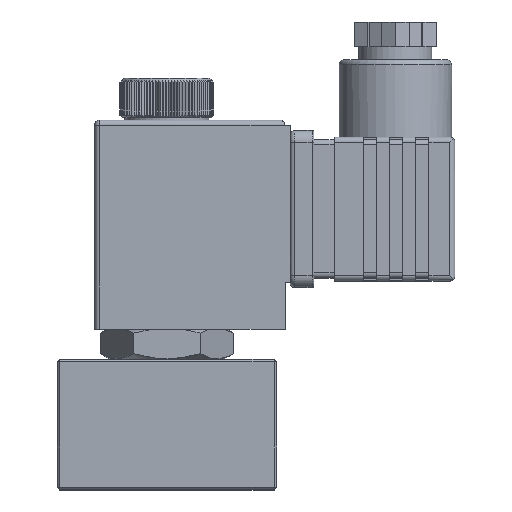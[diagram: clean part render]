
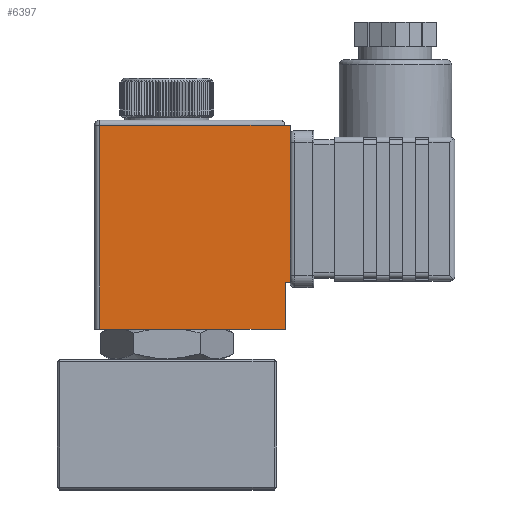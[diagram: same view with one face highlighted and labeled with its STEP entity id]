
A CAD part, top view. The second image highlights one B-rep face of the part: STEP entity #6397.
In plain terms, the highlighted planar face has unit normal (0, 0, 1).
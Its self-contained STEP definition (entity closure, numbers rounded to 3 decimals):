
#6038=CARTESIAN_POINT('',(23.6,29.7,14.75));
#6039=VERTEX_POINT('',#6038);
#6046=CARTESIAN_POINT('',(22.6,29.7,14.75));
#6047=VERTEX_POINT('',#6046);
#6048=CARTESIAN_POINT('',(22.6,29.7,14.75));
#6049=DIRECTION('',(1.0,0.0,0.0));
#6050=VECTOR('',#6049,1.0);
#6051=LINE('',#6048,#6050);
#6052=EDGE_CURVE('',#6047,#6039,#6051,.T.);
#6076=CARTESIAN_POINT('',(23.6,59.7,14.75));
#6077=VERTEX_POINT('',#6076);
#6084=CARTESIAN_POINT('',(23.6,29.7,14.75));
#6085=DIRECTION('',(0.0,1.0,0.0));
#6086=VECTOR('',#6085,30.);
#6087=LINE('',#6084,#6086);
#6088=EDGE_CURVE('',#6039,#6077,#6087,.T.);
#6139=CARTESIAN_POINT('',(22.6,20.7,14.75));
#6140=VERTEX_POINT('',#6139);
#6141=CARTESIAN_POINT('',(22.6,20.7,14.75));
#6142=DIRECTION('',(0.0,1.0,0.0));
#6143=VECTOR('',#6142,9.0);
#6144=LINE('',#6141,#6143);
#6145=EDGE_CURVE('',#6140,#6047,#6144,.T.);
#6187=CARTESIAN_POINT('',(-12.8,20.7,14.75));
#6188=VERTEX_POINT('',#6187);
#6189=CARTESIAN_POINT('',(-12.8,20.7,14.75));
#6190=DIRECTION('',(1.0,0.0,0.0));
#6191=VECTOR('',#6190,35.4);
#6192=LINE('',#6189,#6191);
#6193=EDGE_CURVE('',#6188,#6140,#6192,.T.);
#6303=CARTESIAN_POINT('',(-12.8,59.7,14.75));
#6304=VERTEX_POINT('',#6303);
#6314=CARTESIAN_POINT('',(-12.8,59.7,14.75));
#6315=DIRECTION('',(0.0,-1.0,0.0));
#6316=VECTOR('',#6315,39.0);
#6317=LINE('',#6314,#6316);
#6318=EDGE_CURVE('',#6304,#6188,#6317,.T.);
#6329=CARTESIAN_POINT('',(22.6,59.7,14.75));
#6330=VERTEX_POINT('',#6329);
#6368=CARTESIAN_POINT('',(23.6,59.7,14.75));
#6369=DIRECTION('',(-1.0,0.0,0.0));
#6370=VECTOR('',#6369,1.0);
#6371=LINE('',#6368,#6370);
#6372=EDGE_CURVE('',#6077,#6330,#6371,.T.);
#6378=CARTESIAN_POINT('',(-12.8,59.7,14.75));
#6379=DIRECTION('',(0.0,0.0,1.0));
#6380=DIRECTION('',(1.0,0.0,0.0));
#6381=AXIS2_PLACEMENT_3D('',#6378,#6379,#6380);
#6382=PLANE('',#6381);
#6383=CARTESIAN_POINT('',(22.6,59.7,14.75));
#6384=DIRECTION('',(-1.0,0.0,0.0));
#6385=VECTOR('',#6384,35.4);
#6386=LINE('',#6383,#6385);
#6387=EDGE_CURVE('',#6330,#6304,#6386,.T.);
#6388=ORIENTED_EDGE('',*,*,#6387,.T.);
#6389=ORIENTED_EDGE('',*,*,#6318,.T.);
#6390=ORIENTED_EDGE('',*,*,#6193,.T.);
#6391=ORIENTED_EDGE('',*,*,#6145,.T.);
#6392=ORIENTED_EDGE('',*,*,#6052,.T.);
#6393=ORIENTED_EDGE('',*,*,#6088,.T.);
#6394=ORIENTED_EDGE('',*,*,#6372,.T.);
#6395=EDGE_LOOP('',(#6388,#6389,#6390,#6391,#6392,#6393,#6394));
#6396=FACE_OUTER_BOUND('',#6395,.T.);
#6397=ADVANCED_FACE('',(#6396),#6382,.T.);
